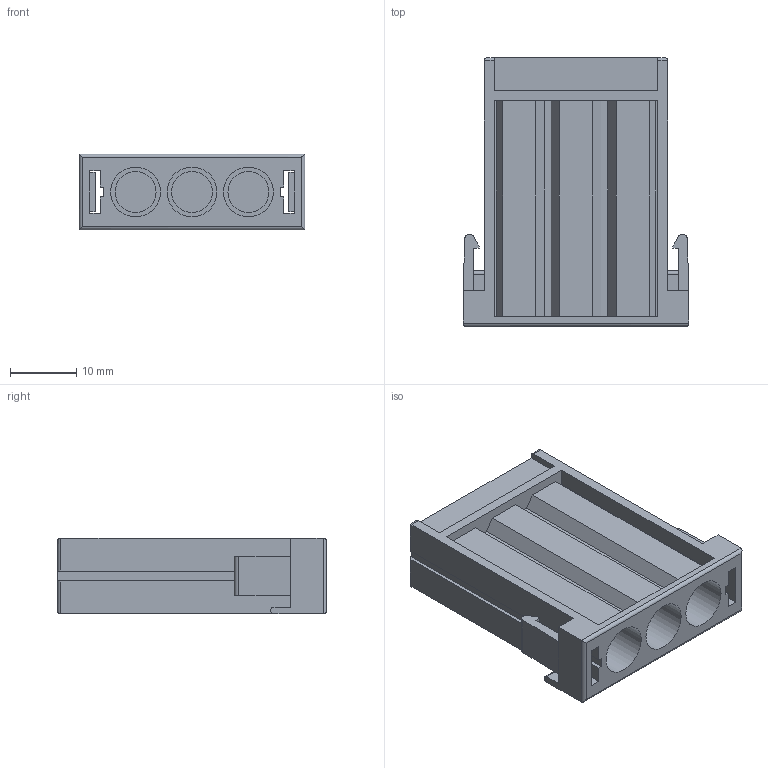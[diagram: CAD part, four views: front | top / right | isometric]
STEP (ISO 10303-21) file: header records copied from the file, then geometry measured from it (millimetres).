
FILE_DESCRIPTION(/* description */ (''),/* implementation_level */ '2;1');
FILE_NAME(/* name */ 'c146 b03 501 e8nxc001-05.stp',/* time_stamp */ '2019-04-18T08:10:48+02:00',/* author */ (''),/* organization */ (''),/* preprocessor_version */ 'ST-DEVELOPER v16.7',/* originating_system */ 'SIEMENS PLM Software NX 12.0',/* authorisation */ '');
FILE_SCHEMA (('AUTOMOTIVE_DESIGN { 1 0 10303 214 3 1 1 1 }'));
Length unit declared in the file: millimetre
Products named in the file (1): MBer1C7467B555ay
Bounding box: 34 x 40.5 x 11.4 mm (x, y, z)
Volume: 7697.1 mm3; surface area: 6560.1 mm2
Topology: 1 solids, 1 shells, 131 faces, 344 edges, 227 vertices
Faces by surface type: plane 96, cylinder 32, cone 3
Full cylindrical faces by diameter (mm): 5.3 x3, 6.175 x3, 7.5 x3, 7.6 x1
Entity records: 3946 total; most frequent: CARTESIAN_POINT 724, ORIENTED_EDGE 650, DIRECTION 634, EDGE_CURVE 325, LINE 264, VECTOR 264, VERTEX_POINT 221, AXIS2_PLACEMENT_3D 185
